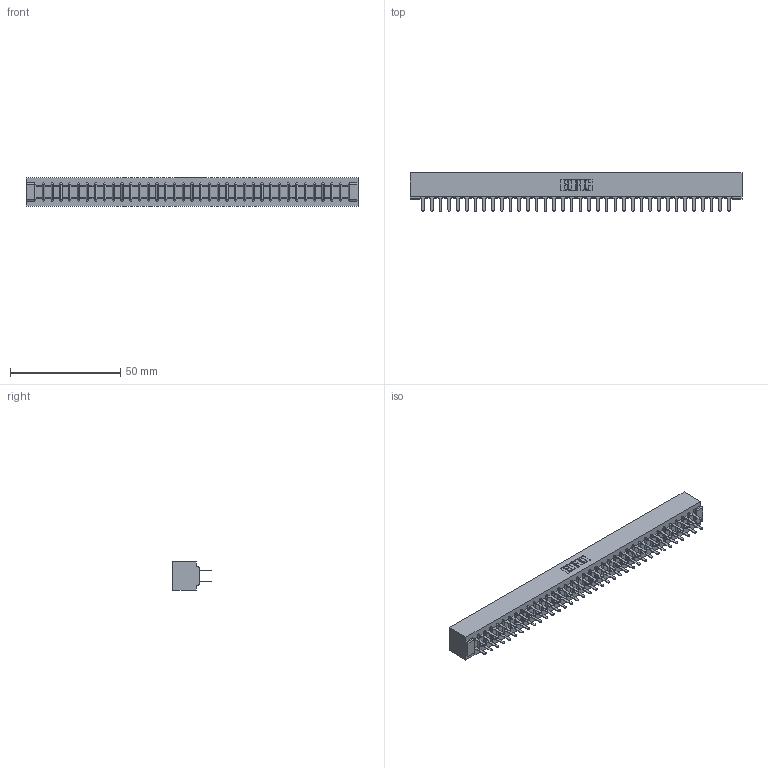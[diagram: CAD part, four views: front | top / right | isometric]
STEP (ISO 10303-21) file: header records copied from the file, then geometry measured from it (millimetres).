
FILE_DESCRIPTION (( 'STEP AP203' ), '1' );
FILE_NAME ('307-072-520-201.STEP', '2019-09-06T20:06:25', ( '' ), ( '' ), 'SwSTEP 2.0', 'SolidWorks 2016', '' );
FILE_SCHEMA (( 'CONFIG_CONTROL_DESIGN' ));
Length unit declared in the file: inch
Products named in the file (3): 307 Part_No Mounting Lugs; 307-072-520-201; 307-290-001_520
Assembly tree (73 placements, depth 2):
  307-072-520-201
    307 Part_No Mounting Lugs
    307-290-001_520  x72
Bounding box: 150.52 x 17.42 x 12.7 mm (x, y, z)
Volume: 16563.9 mm3; surface area: 20576.3 mm2
Topology: 73 solids, 73 shells, 3459 faces, 9659 edges, 6242 vertices
Faces by surface type: plane 2298, cylinder 1087, sphere 74
Entity records: 32444 total; most frequent: CARTESIAN_POINT 5304, ORIENTED_EDGE 5254, DIRECTION 5197, EDGE_CURVE 2627, VECTOR 2015, LINE 2015, VERTEX_POINT 1698, AXIS2_PLACEMENT_3D 1591
